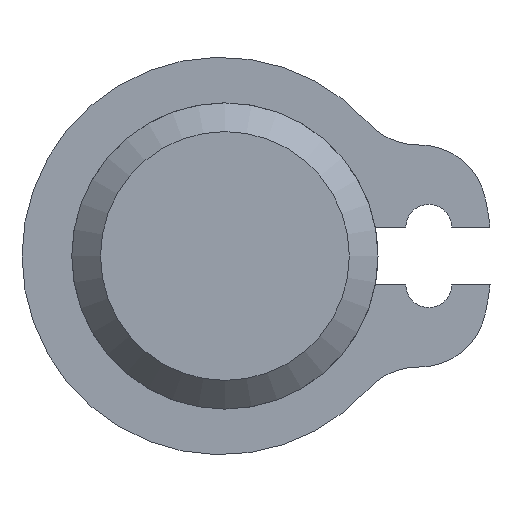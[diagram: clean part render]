
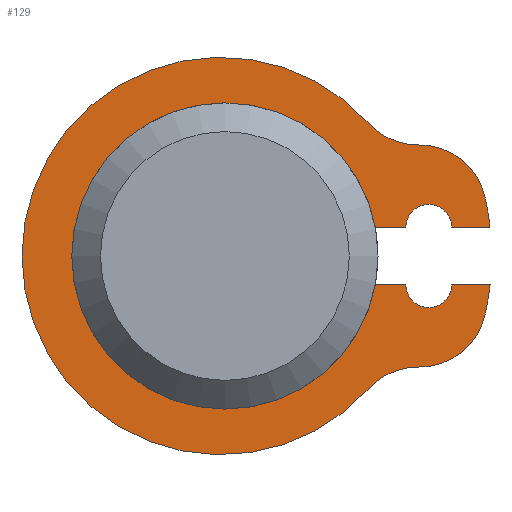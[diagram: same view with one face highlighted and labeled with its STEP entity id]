
A CAD part, left-side view. The second image highlights one B-rep face of the part: STEP entity #129.
In plain terms, the highlighted planar face has unit normal (-1, 0, 0).
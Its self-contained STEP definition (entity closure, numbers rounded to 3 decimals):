
#129 = ADVANCED_FACE( '', ( #267 ), #268, .F. );
#267 = FACE_OUTER_BOUND( '', #408, .T. );
#268 = PLANE( '', #409 );
#408 = EDGE_LOOP( '', ( #708, #709, #710, #711, #712, #713, #714, #715, #716, #717, #718, #719, #720, #721 ) );
#409 = AXIS2_PLACEMENT_3D( '', #722, #723, #724 );
#708 = ORIENTED_EDGE( '', *, *, #948, .F. );
#709 = ORIENTED_EDGE( '', *, *, #908, .T. );
#710 = ORIENTED_EDGE( '', *, *, #880, .F. );
#711 = ORIENTED_EDGE( '', *, *, #891, .T. );
#712 = ORIENTED_EDGE( '', *, *, #850, .F. );
#713 = ORIENTED_EDGE( '', *, *, #949, .F. );
#714 = ORIENTED_EDGE( '', *, *, #950, .F. );
#715 = ORIENTED_EDGE( '', *, *, #903, .T. );
#716 = ORIENTED_EDGE( '', *, *, #944, .F. );
#717 = ORIENTED_EDGE( '', *, *, #951, .T. );
#718 = ORIENTED_EDGE( '', *, *, #886, .F. );
#719 = ORIENTED_EDGE( '', *, *, #952, .F. );
#720 = ORIENTED_EDGE( '', *, *, #859, .F. );
#721 = ORIENTED_EDGE( '', *, *, #923, .T. );
#722 = CARTESIAN_POINT( '', ( -11.4, -5.046, -4.662 ) );
#723 = DIRECTION( '', ( 1., 0., 0. ) );
#724 = DIRECTION( '', ( 0., 0., -1. ) );
#850 = EDGE_CURVE( '', #1017, #1018, #1019, .T. );
#859 = EDGE_CURVE( '', #1032, #1033, #1034, .T. );
#880 = EDGE_CURVE( '', #1067, #1061, #1069, .T. );
#886 = EDGE_CURVE( '', #1078, #1079, #1080, .T. );
#891 = EDGE_CURVE( '', #1067, #1018, #1087, .T. );
#903 = EDGE_CURVE( '', #1102, #1103, #1104, .T. );
#908 = EDGE_CURVE( '', #1097, #1061, #1111, .T. );
#923 = EDGE_CURVE( '', #1032, #1129, #1130, .T. );
#944 = EDGE_CURVE( '', #1155, #1103, #1156, .T. );
#948 = EDGE_CURVE( '', #1097, #1129, #1161, .T. );
#949 = EDGE_CURVE( '', #1162, #1017, #1163, .T. );
#950 = EDGE_CURVE( '', #1102, #1162, #1164, .T. );
#951 = EDGE_CURVE( '', #1155, #1079, #1165, .T. );
#952 = EDGE_CURVE( '', #1033, #1078, #1166, .T. );
#1017 = VERTEX_POINT( '', #1240 );
#1018 = VERTEX_POINT( '', #1241 );
#1019 = LINE( '', #1242, #1243 );
#1032 = VERTEX_POINT( '', #1261 );
#1033 = VERTEX_POINT( '', #1262 );
#1034 = LINE( '', #1263, #1264 );
#1061 = VERTEX_POINT( '', #1298 );
#1067 = VERTEX_POINT( '', #1307 );
#1069 = LINE( '', #1310, #1311 );
#1078 = VERTEX_POINT( '', #1320 );
#1079 = VERTEX_POINT( '', #1321 );
#1080 = CIRCLE( '', #1322, 1.762 );
#1087 = CIRCLE( '', #1331, 0.6 );
#1097 = VERTEX_POINT( '', #1345 );
#1102 = VERTEX_POINT( '', #1351 );
#1103 = VERTEX_POINT( '', #1352 );
#1104 = CIRCLE( '', #1353, 1.762 );
#1111 = CIRCLE( '', #1362, 4. );
#1129 = VERTEX_POINT( '', #1385 );
#1130 = CIRCLE( '', #1386, 0.6 );
#1155 = VERTEX_POINT( '', #1418 );
#1156 = CIRCLE( '', #1419, 5.19 );
#1161 = LINE( '', #1425, #1426 );
#1162 = VERTEX_POINT( '', #1427 );
#1163 = CIRCLE( '', #1428, 7.075 );
#1164 = CIRCLE( '', #1429, 1.762 );
#1165 = CIRCLE( '', #1430, 1.762 );
#1166 = CIRCLE( '', #1431, 7.075 );
#1240 = CARTESIAN_POINT( '', ( -11.4, -6.925, 0.75 ) );
#1241 = CARTESIAN_POINT( '', ( -11.4, -5.925, 0.75 ) );
#1242 = CARTESIAN_POINT( '', ( -11.4, -6.925, 0.75 ) );
#1243 = VECTOR( '', #1501, 1000. );
#1261 = CARTESIAN_POINT( '', ( -11.4, -5.925, -0.75 ) );
#1262 = CARTESIAN_POINT( '', ( -11.4, -6.925, -0.75 ) );
#1263 = CARTESIAN_POINT( '', ( -11.4, -5.925, -0.75 ) );
#1264 = VECTOR( '', #1510, 1000. );
#1298 = CARTESIAN_POINT( '', ( -11.4, -3.929, 0.75 ) );
#1307 = CARTESIAN_POINT( '', ( -11.4, -4.725, 0.75 ) );
#1310 = CARTESIAN_POINT( '', ( -11.4, -4.725, 0.75 ) );
#1311 = VECTOR( '', #1537, 1000. );
#1320 = CARTESIAN_POINT( '', ( -11.4, -6.801, -1.517 ) );
#1321 = CARTESIAN_POINT( '', ( -11.4, -5.063, -2.901 ) );
#1322 = AXIS2_PLACEMENT_3D( '', #1547, #1548, #1549 );
#1331 = AXIS2_PLACEMENT_3D( '', #1555, #1556, #1557 );
#1345 = CARTESIAN_POINT( '', ( -11.4, -3.929, -0.75 ) );
#1351 = CARTESIAN_POINT( '', ( -11.4, -5.063, 2.901 ) );
#1352 = CARTESIAN_POINT( '', ( -11.4, -3.74, 3.481 ) );
#1353 = AXIS2_PLACEMENT_3D( '', #1572, #1573, #1574 );
#1362 = AXIS2_PLACEMENT_3D( '', #1580, #1581, #1582 );
#1385 = CARTESIAN_POINT( '', ( -11.4, -4.725, -0.75 ) );
#1386 = AXIS2_PLACEMENT_3D( '', #1597, #1598, #1599 );
#1418 = CARTESIAN_POINT( '', ( -11.4, -3.74, -3.481 ) );
#1419 = AXIS2_PLACEMENT_3D( '', #1622, #1623, #1624 );
#1425 = CARTESIAN_POINT( '', ( -11.4, -3.162, -0.75 ) );
#1426 = VECTOR( '', #1629, 1000. );
#1427 = CARTESIAN_POINT( '', ( -11.4, -6.801, 1.517 ) );
#1428 = AXIS2_PLACEMENT_3D( '', #1630, #1631, #1632 );
#1429 = AXIS2_PLACEMENT_3D( '', #1633, #1634, #1635 );
#1430 = AXIS2_PLACEMENT_3D( '', #1636, #1637, #1638 );
#1431 = AXIS2_PLACEMENT_3D( '', #1639, #1640, #1641 );
#1501 = DIRECTION( '', ( 0., 1., 0. ) );
#1510 = DIRECTION( '', ( 0., -1., 0. ) );
#1537 = DIRECTION( '', ( 0., 1., 0. ) );
#1547 = CARTESIAN_POINT( '', ( -11.4, -5.08, -1.139 ) );
#1548 = DIRECTION( '', ( 1., 0., 0. ) );
#1549 = DIRECTION( '', ( 0., 0., -1. ) );
#1555 = CARTESIAN_POINT( '', ( -11.4, -5.325, 0.75 ) );
#1556 = DIRECTION( '', ( 1., 0., 0. ) );
#1557 = DIRECTION( '', ( 0., 0., -1. ) );
#1572 = CARTESIAN_POINT( '', ( -11.4, -5.046, 4.662 ) );
#1573 = DIRECTION( '', ( 1., 0., 0. ) );
#1574 = DIRECTION( '', ( 0., 0., -1. ) );
#1580 = CARTESIAN_POINT( '', ( -11.4, 0., 0. ) );
#1581 = DIRECTION( '', ( 1., 0., 0. ) );
#1582 = DIRECTION( '', ( 0., 0., -1. ) );
#1597 = CARTESIAN_POINT( '', ( -11.4, -5.325, -0.75 ) );
#1598 = DIRECTION( '', ( 1., 0., 0. ) );
#1599 = DIRECTION( '', ( 0., 0., -1. ) );
#1622 = CARTESIAN_POINT( '', ( -11.4, 0.11, 0. ) );
#1623 = DIRECTION( '', ( 1., 0., 0. ) );
#1624 = DIRECTION( '', ( 0., 0., -1. ) );
#1629 = DIRECTION( '', ( 0., -1., 0. ) );
#1630 = CARTESIAN_POINT( '', ( -11.4, 0.11, 0. ) );
#1631 = DIRECTION( '', ( 1., 0., 0. ) );
#1632 = DIRECTION( '', ( 0., 0., -1. ) );
#1633 = CARTESIAN_POINT( '', ( -11.4, -5.08, 1.139 ) );
#1634 = DIRECTION( '', ( 1., 0., 0. ) );
#1635 = DIRECTION( '', ( 0., 0., -1. ) );
#1636 = CARTESIAN_POINT( '', ( -11.4, -5.046, -4.662 ) );
#1637 = DIRECTION( '', ( 1., 0., 0. ) );
#1638 = DIRECTION( '', ( 0., 0., -1. ) );
#1639 = CARTESIAN_POINT( '', ( -11.4, 0.11, 0. ) );
#1640 = DIRECTION( '', ( 1., 0., 0. ) );
#1641 = DIRECTION( '', ( 0., 0., -1. ) );
